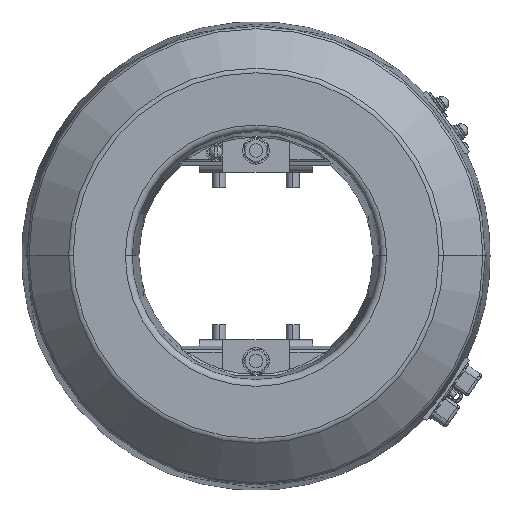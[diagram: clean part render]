
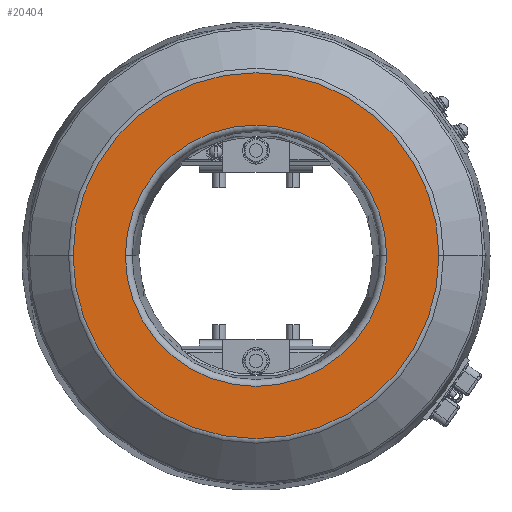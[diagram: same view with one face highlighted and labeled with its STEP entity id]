
A CAD part, top view. The second image highlights one B-rep face of the part: STEP entity #20404.
In plain terms, the highlighted planar face has unit normal (0, 0, 1).
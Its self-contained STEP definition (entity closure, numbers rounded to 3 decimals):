
#199 = AXIS2_PLACEMENT_3D ( 'NONE', #18391, #18396, #18393 ) ;
#259 = AXIS2_PLACEMENT_3D ( 'NONE', #18480, #18481, #18453 ) ;
#486 = AXIS2_PLACEMENT_3D ( 'NONE', #11184, #11197, #11193 ) ;
#498 = AXIS2_PLACEMENT_3D ( 'NONE', #11201, #11203, #11179 ) ;
#2571 = CIRCLE ( 'NONE', #199, 97.525 ) ;
#2593 = CIRCLE ( 'NONE', #259, 136.544 ) ;
#4296 = VERTEX_POINT ( 'NONE', #6862 ) ;
#4462 = VERTEX_POINT ( 'NONE', #6886 ) ;
#4557 = VERTEX_POINT ( 'NONE', #6874 ) ;
#4567 = VERTEX_POINT ( 'NONE', #6845 ) ;
#6179 = ORIENTED_EDGE ( 'NONE', *, *, #14904, .T. ) ;
#6184 = ORIENTED_EDGE ( 'NONE', *, *, #14879, .T. ) ;
#6188 = ORIENTED_EDGE ( 'NONE', *, *, #19289, .T. ) ;
#6201 = ORIENTED_EDGE ( 'NONE', *, *, #19300, .T. ) ;
#6845 = CARTESIAN_POINT ( 'NONE',  ( -136.544, 0., 130. ) ) ;
#6862 = CARTESIAN_POINT ( 'NONE',  ( -97.525, 0., 130. ) ) ;
#6874 = CARTESIAN_POINT ( 'NONE',  ( 136.544, 0., 130. ) ) ;
#6886 = CARTESIAN_POINT ( 'NONE',  ( 97.525, 0., 130. ) ) ;
#8903 = CIRCLE ( 'NONE', #498, 136.544 ) ;
#8934 = CIRCLE ( 'NONE', #486, 97.525 ) ;
#9118 = FACE_OUTER_BOUND ( 'NONE', #13388, .T. ) ;
#9131 = FACE_BOUND ( 'NONE', #13395, .T. ) ;
#11179 = DIRECTION ( 'NONE',  ( 1., 0., 0. ) ) ;
#11184 = CARTESIAN_POINT ( 'NONE',  ( 0., 0., 130. ) ) ;
#11193 = DIRECTION ( 'NONE',  ( 1., 0., 0. ) ) ;
#11197 = DIRECTION ( 'NONE',  ( 0., 0., -1. ) ) ;
#11201 = CARTESIAN_POINT ( 'NONE',  ( 0., 0., 130. ) ) ;
#11203 = DIRECTION ( 'NONE',  ( 0., 0., 1. ) ) ;
#12220 = PLANE ( 'NONE',  #16777 ) ;
#12227 = CARTESIAN_POINT ( 'NONE',  ( 0., 0., 130. ) ) ;
#12242 = DIRECTION ( 'NONE',  ( 0., 0., 1. ) ) ;
#12246 = DIRECTION ( 'NONE',  ( 1., 0., 0. ) ) ;
#13388 = EDGE_LOOP ( 'NONE', ( #6179, #6188 ) ) ;
#13395 = EDGE_LOOP ( 'NONE', ( #6201, #6184 ) ) ;
#14879 = EDGE_CURVE ( 'NONE', #4296, #4462, #2571, .T. ) ;
#14904 = EDGE_CURVE ( 'NONE', #4557, #4567, #2593, .T. ) ;
#16777 = AXIS2_PLACEMENT_3D ( 'NONE', #12227, #12242, #12246 ) ;
#18391 = CARTESIAN_POINT ( 'NONE',  ( 0., 0., 130. ) ) ;
#18393 = DIRECTION ( 'NONE',  ( 1., 0., 0. ) ) ;
#18396 = DIRECTION ( 'NONE',  ( 0., 0., -1. ) ) ;
#18453 = DIRECTION ( 'NONE',  ( 1., 0., 0. ) ) ;
#18480 = CARTESIAN_POINT ( 'NONE',  ( 0., 0., 130. ) ) ;
#18481 = DIRECTION ( 'NONE',  ( 0., 0., 1. ) ) ;
#19289 = EDGE_CURVE ( 'NONE', #4567, #4557, #8903, .T. ) ;
#19300 = EDGE_CURVE ( 'NONE', #4462, #4296, #8934, .T. ) ;
#20404 = ADVANCED_FACE ( 'NONE', ( #9118, #9131 ), #12220, .T. ) ;
